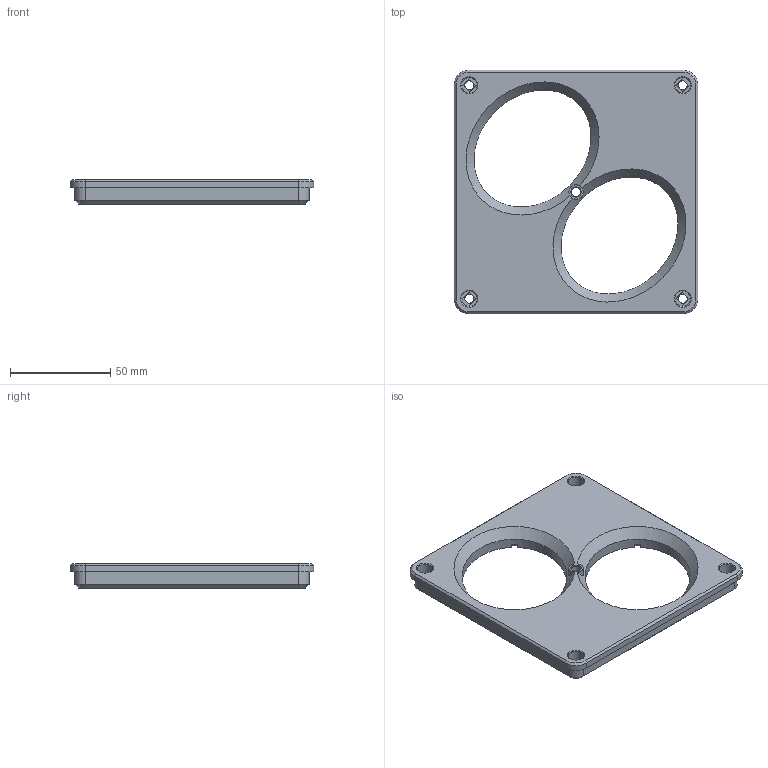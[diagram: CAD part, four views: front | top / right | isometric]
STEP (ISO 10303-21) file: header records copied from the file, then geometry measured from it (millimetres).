
FILE_DESCRIPTION(/* description */ (''),/* implementation_level */ '2;1');
FILE_NAME(/* name */ 'Stealth Filter Frame Sanyo.step',/* time_stamp */ '2024-01-19T22:36:29-08:00',/* author */ (''),/* organization */ (''),/* preprocessor_version */ 'ST-DEVELOPER v20',/* originating_system */ 'Autodesk Translation Framework v12.14.0.127',/* authorisation */ '');
FILE_SCHEMA (('AUTOMOTIVE_DESIGN { 1 0 10303 214 3 1 1 }'));
Length unit declared in the file: millimetre
Products named in the file (1): Stealth Filter Frame Sanyo
Bounding box: 121.8 x 121.8 x 12 mm (x, y, z)
Volume: 95424 mm3; surface area: 29546.7 mm2
Topology: 1 solids, 1 shells, 169 faces, 439 edges, 277 vertices
Faces by surface type: plane 113, cylinder 27, cone 17, bspline 12
Full cylindrical faces by diameter (mm): 4.5 x5, 7.8 x4
Entity records: 6297 total; most frequent: CARTESIAN_POINT 2160, ORIENTED_EDGE 878, DIRECTION 810, EDGE_CURVE 439, LINE 284, VECTOR 284, VERTEX_POINT 277, AXIS2_PLACEMENT_3D 263
